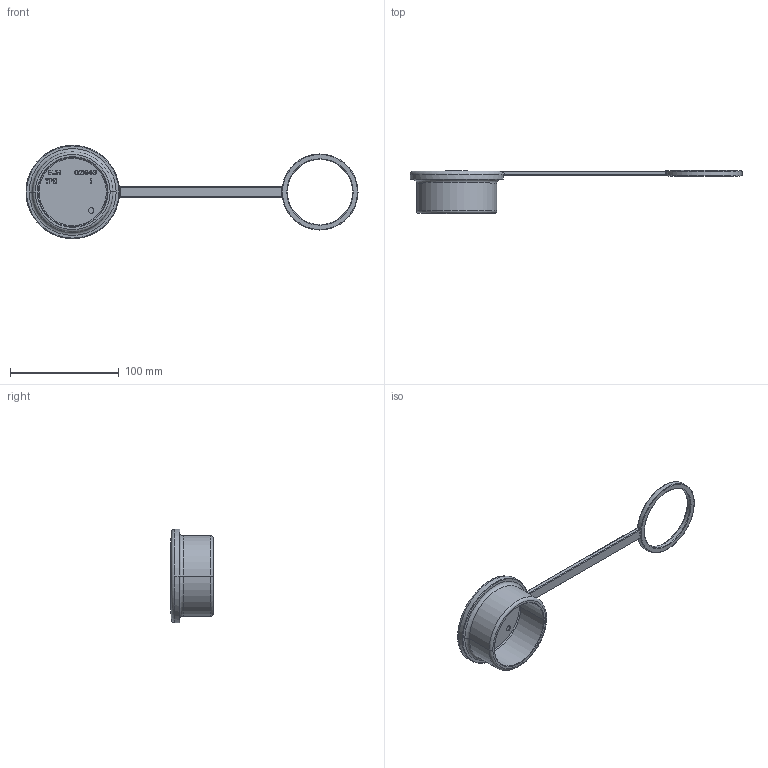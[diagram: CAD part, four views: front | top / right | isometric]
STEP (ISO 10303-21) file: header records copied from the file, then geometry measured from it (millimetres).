
FILE_DESCRIPTION((''),'2;1');
FILE_NAME('021943','2020-09-04T16:28:51',('teru'),(''),'CREO PARAMETRIC BY PTC INC, 2017380','CREO PARAMETRIC BY PTC INC, 2017380','');
FILE_SCHEMA(('CONFIG_CONTROL_DESIGN'));
Length unit declared in the file: millimetre
Products named in the file (1): 021943
Bounding box: 305.64 x 39.5 x 86 mm (x, y, z)
Volume: 90789.8 mm3; surface area: 34155.8 mm2
Topology: 1 solids, 1 shells, 588 faces, 1611 edges, 1062 vertices
Faces by surface type: plane 463, extrusion 62, cylinder 27, torus 22, bspline 14
Entity records: 19220 total; most frequent: CARTESIAN_POINT 4506, ORIENTED_EDGE 3222, DIRECTION 2651, EDGE_CURVE 1611, VECTOR 1415, LINE 1353, VERTEX_POINT 1062, EDGE_LOOP 627
